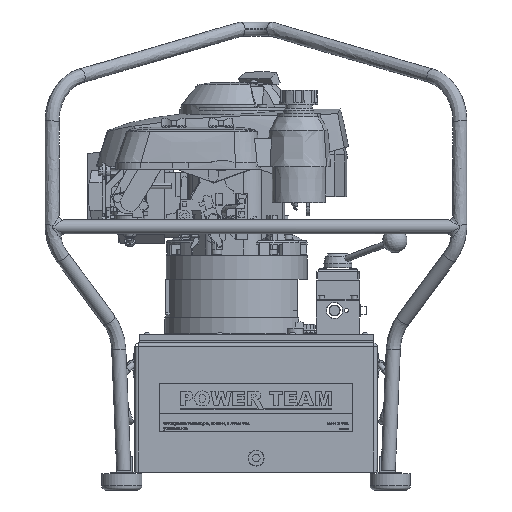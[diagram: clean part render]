
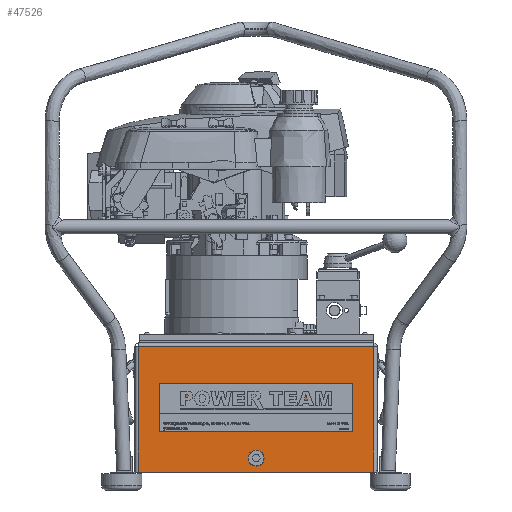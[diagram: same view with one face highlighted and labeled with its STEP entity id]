
A CAD part, front view. The second image highlights one B-rep face of the part: STEP entity #47526.
In plain terms, the highlighted planar face has unit normal (0, -1, 0).
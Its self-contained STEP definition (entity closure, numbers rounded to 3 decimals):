
#2909 = DIRECTION ( 'NONE',  ( -1., 0., 0. ) ) ;
#3749 = DIRECTION ( 'NONE',  ( -1., 0., 0. ) ) ;
#3852 = CARTESIAN_POINT ( 'NONE',  ( -1.27, -6.35, -206.375 ) ) ;
#6262 = DIRECTION ( 'NONE',  ( 0., 1., 0. ) ) ;
#7711 = DIRECTION ( 'NONE',  ( 0., 0., -1. ) ) ;
#12122 = LINE ( 'NONE', #3852, #97012 ) ;
#16839 = EDGE_LOOP ( 'NONE', ( #76104 ) ) ;
#19635 = CARTESIAN_POINT ( 'NONE',  ( 374.65, -6.35, -206.375 ) ) ;
#21867 = CARTESIAN_POINT ( 'NONE',  ( 184.15, -6.35, -196.85 ) ) ;
#26046 = LINE ( 'NONE', #51433, #26390 ) ;
#26390 = VECTOR ( 'NONE', #2909, 1000. ) ;
#27625 = CARTESIAN_POINT ( 'NONE',  ( -6.35, -6.35, -8.255 ) ) ;
#32561 = EDGE_CURVE ( 'NONE', #49491, #52082, #86367, .T. ) ;
#33892 = CARTESIAN_POINT ( 'NONE',  ( -1.27, -6.35, -8.255 ) ) ;
#35357 = VERTEX_POINT ( 'NONE', #21867 ) ;
#36108 = VERTEX_POINT ( 'NONE', #33892 ) ;
#37046 = ORIENTED_EDGE ( 'NONE', *, *, #56411, .T. ) ;
#38886 = CARTESIAN_POINT ( 'NONE',  ( 184.15, -6.35, -184.29 ) ) ;
#47526 = ADVANCED_FACE ( 'NONE', ( #118244, #107027 ), #84664, .F. ) ;
#49316 = LINE ( 'NONE', #27625, #70559 ) ;
#49491 = VERTEX_POINT ( 'NONE', #70261 ) ;
#51433 = CARTESIAN_POINT ( 'NONE',  ( 374.65, -6.35, -206.375 ) ) ;
#52082 = VERTEX_POINT ( 'NONE', #112003 ) ;
#56411 = EDGE_CURVE ( 'NONE', #36108, #118656, #12122, .T. ) ;
#61329 = ORIENTED_EDGE ( 'NONE', *, *, #32561, .T. ) ;
#67187 = VECTOR ( 'NONE', #94620, 1000. ) ;
#69014 = CIRCLE ( 'NONE', #99997, 12.56 ) ;
#70261 = CARTESIAN_POINT ( 'NONE',  ( 369.57, -6.35, -206.375 ) ) ;
#70559 = VECTOR ( 'NONE', #3749, 1000. ) ;
#76104 = ORIENTED_EDGE ( 'NONE', *, *, #98135, .F. ) ;
#82550 = EDGE_CURVE ( 'NONE', #49491, #118656, #26046, .T. ) ;
#84664 = PLANE ( 'NONE',  #122904 ) ;
#84903 = CARTESIAN_POINT ( 'NONE',  ( 369.57, -6.35, -206.375 ) ) ;
#86367 = LINE ( 'NONE', #84903, #67187 ) ;
#89941 = ORIENTED_EDGE ( 'NONE', *, *, #82550, .F. ) ;
#94620 = DIRECTION ( 'NONE',  ( 0., 0., 1. ) ) ;
#97012 = VECTOR ( 'NONE', #137498, 1000. ) ;
#97168 = EDGE_CURVE ( 'NONE', #52082, #36108, #49316, .T. ) ;
#98135 = EDGE_CURVE ( 'NONE', #35357, #35357, #69014, .T. ) ;
#99997 = AXIS2_PLACEMENT_3D ( 'NONE', #38886, #142583, #129180 ) ;
#107027 = FACE_BOUND ( 'NONE', #16839, .T. ) ;
#108553 = CARTESIAN_POINT ( 'NONE',  ( -1.27, -6.35, -206.375 ) ) ;
#112003 = CARTESIAN_POINT ( 'NONE',  ( 369.57, -6.35, -8.255 ) ) ;
#118244 = FACE_OUTER_BOUND ( 'NONE', #137032, .T. ) ;
#118656 = VERTEX_POINT ( 'NONE', #108553 ) ;
#122904 = AXIS2_PLACEMENT_3D ( 'NONE', #19635, #6262, #7711 ) ;
#125898 = ORIENTED_EDGE ( 'NONE', *, *, #97168, .T. ) ;
#129180 = DIRECTION ( 'NONE',  ( 0., 0., -1. ) ) ;
#137032 = EDGE_LOOP ( 'NONE', ( #125898, #37046, #89941, #61329 ) ) ;
#137498 = DIRECTION ( 'NONE',  ( 0., 0., -1. ) ) ;
#142583 = DIRECTION ( 'NONE',  ( 0., -1., 0. ) ) ;
